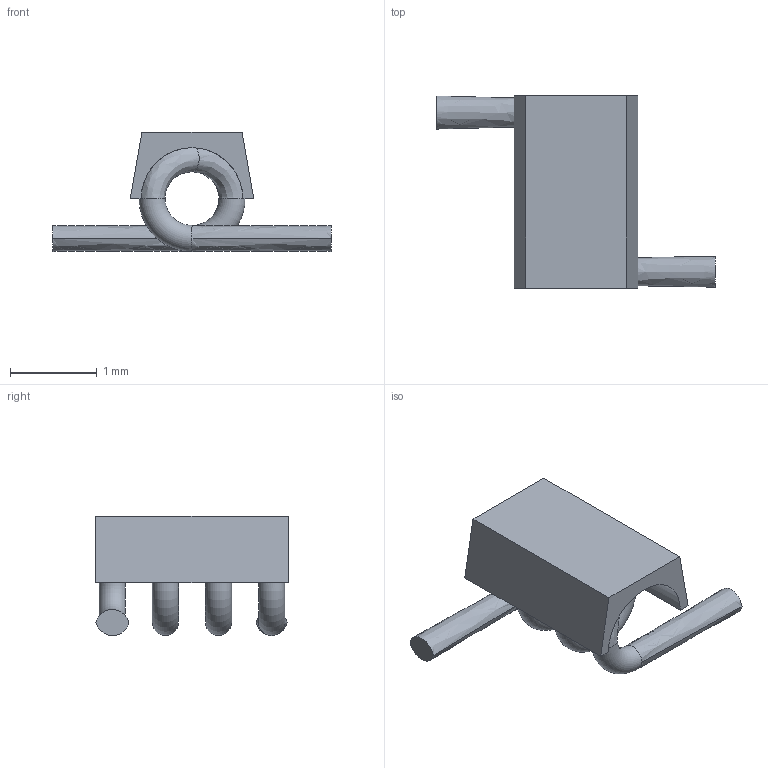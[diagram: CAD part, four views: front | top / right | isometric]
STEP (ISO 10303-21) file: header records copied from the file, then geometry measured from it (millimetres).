
FILE_DESCRIPTION(/* description */ ('Unknown','CAx-IF Rec.Pracs.---Representation and Presentation of Product Manufacturing Information (PMI)---4.0---2014-10-13','CAx-IF Rec.Pracs.---3D Tessellated Geometry---0.4---2014-09-14','2;1'),/* implementation_level */ '2;1');
FILE_NAME(/* name */ 'L_Wurth_WE-CAIR-1322',/* time_stamp */ '2025-03-18T11:29:40+08:00',/* author */ ('Unknown'),/* organization */ ('Unknown'),/* preprocessor_version */ 'ST-DEVELOPER v16.7',/* originating_system */ 'Solid Edge',/* authorisation */ 'Unknown');
FILE_SCHEMA (('AP242_MANAGED_MODEL_BASED_3D_ENGINEERING_MIM_LF { 1 0 10303 442 1 1 4 }'));
Length unit declared in the file: metre
Products named in the file (2): L_Wurth_WE-CAIR-1322
Assembly tree (1 placements, depth 2):
  L_Wurth_WE-CAIR-1322
    L_Wurth_WE-CAIR-1322
Bounding box: 3.2 x 2.21 x 1.37 mm (x, y, z)
Volume: 1.8 mm3; surface area: 21.2 mm2
Topology: 1 solids, 1 shells, 25 faces, 63 edges, 36 vertices
Faces by surface type: plane 9, bspline 8, torus 4, cylinder 4
Entity records: 1755 total; most frequent: CARTESIAN_POINT 1024, ORIENTED_EDGE 114, DIRECTION 94, EDGE_CURVE 57, VERTEX_POINT 34, AXIS2_PLACEMENT_3D 34, EDGE_LOOP 29, FACE_BOUND 29
